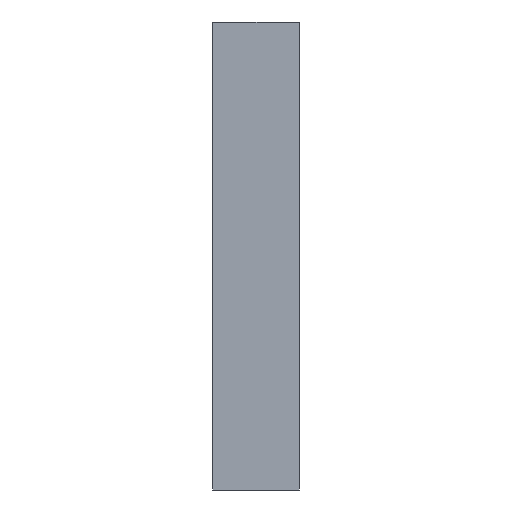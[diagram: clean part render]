
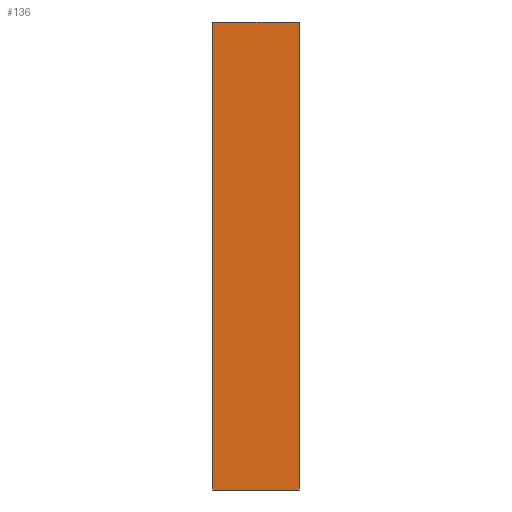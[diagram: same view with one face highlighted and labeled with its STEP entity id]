
A CAD part, left-side view. The second image highlights one B-rep face of the part: STEP entity #136.
In plain terms, the highlighted planar face has unit normal (-1, 0, 0).
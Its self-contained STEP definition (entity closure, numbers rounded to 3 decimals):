
#23 = EDGE_CURVE ( 'NONE', #877, #791, #95, .T. ) ;
#29 = CARTESIAN_POINT ( 'NONE',  ( 0., 0., 0. ) ) ;
#95 = LINE ( 'NONE', #334, #189 ) ;
#132 = EDGE_LOOP ( 'NONE', ( #921, #522, #549, #781 ) ) ;
#136 = ADVANCED_FACE ( 'NONE', ( #634 ), #563, .F. ) ;
#160 = VECTOR ( 'NONE', #852, 1000. ) ;
#189 = VECTOR ( 'NONE', #892, 1000. ) ;
#249 = LINE ( 'NONE', #368, #652 ) ;
#266 = CARTESIAN_POINT ( 'NONE',  ( 0., -10., 53.8 ) ) ;
#334 = CARTESIAN_POINT ( 'NONE',  ( 0., -10., 11.8 ) ) ;
#368 = CARTESIAN_POINT ( 'NONE',  ( 0., 0., 53.8 ) ) ;
#387 = DIRECTION ( 'NONE',  ( 0., -1., 0. ) ) ;
#401 = LINE ( 'NONE', #1000, #968 ) ;
#474 = EDGE_CURVE ( 'NONE', #679, #791, #592, .T. ) ;
#509 = EDGE_CURVE ( 'NONE', #990, #679, #401, .T. ) ;
#522 = ORIENTED_EDGE ( 'NONE', *, *, #23, .F. ) ;
#528 = CARTESIAN_POINT ( 'NONE',  ( 0., 0., 0. ) ) ;
#549 = ORIENTED_EDGE ( 'NONE', *, *, #748, .F. ) ;
#563 = PLANE ( 'NONE',  #896 ) ;
#592 = LINE ( 'NONE', #528, #160 ) ;
#597 = DIRECTION ( 'NONE',  ( 0., 0., -1. ) ) ;
#634 = FACE_OUTER_BOUND ( 'NONE', #132, .T. ) ;
#640 = CARTESIAN_POINT ( 'NONE',  ( 0., 0., 53.8 ) ) ;
#652 = VECTOR ( 'NONE', #387, 1000. ) ;
#679 = VERTEX_POINT ( 'NONE', #29 ) ;
#748 = EDGE_CURVE ( 'NONE', #990, #877, #249, .T. ) ;
#781 = ORIENTED_EDGE ( 'NONE', *, *, #509, .T. ) ;
#791 = VERTEX_POINT ( 'NONE', #936 ) ;
#852 = DIRECTION ( 'NONE',  ( 0., -1., 0. ) ) ;
#877 = VERTEX_POINT ( 'NONE', #266 ) ;
#892 = DIRECTION ( 'NONE',  ( 0., 0., -1. ) ) ;
#896 = AXIS2_PLACEMENT_3D ( 'NONE', #982, #898, #1054 ) ;
#898 = DIRECTION ( 'NONE',  ( 1., 0., 0. ) ) ;
#921 = ORIENTED_EDGE ( 'NONE', *, *, #474, .T. ) ;
#936 = CARTESIAN_POINT ( 'NONE',  ( 0., -10., 0. ) ) ;
#968 = VECTOR ( 'NONE', #597, 1000. ) ;
#982 = CARTESIAN_POINT ( 'NONE',  ( 0., 0., 11.8 ) ) ;
#990 = VERTEX_POINT ( 'NONE', #640 ) ;
#1000 = CARTESIAN_POINT ( 'NONE',  ( 0., 0., 11.8 ) ) ;
#1054 = DIRECTION ( 'NONE',  ( 0., 1., 0. ) ) ;
